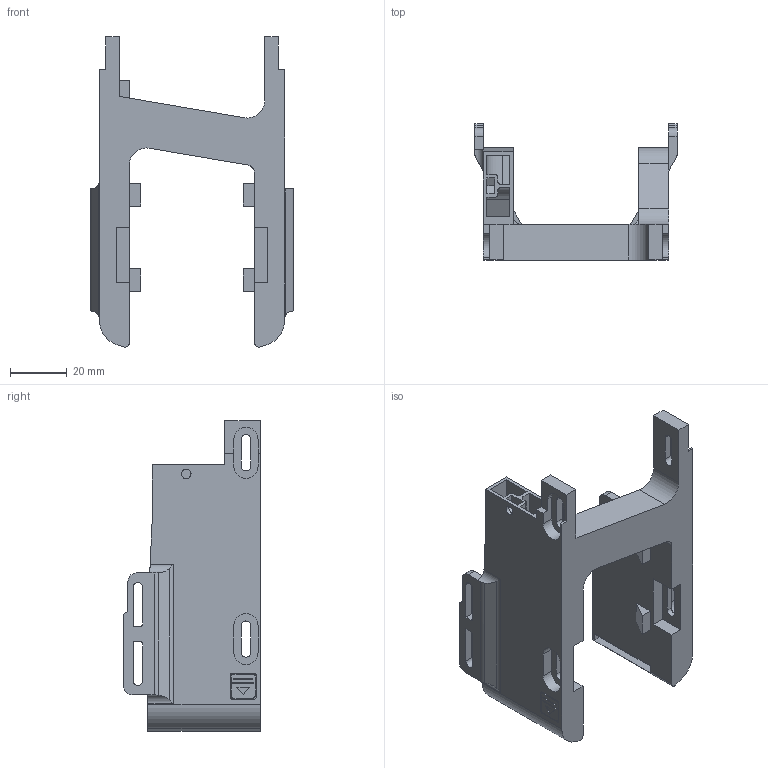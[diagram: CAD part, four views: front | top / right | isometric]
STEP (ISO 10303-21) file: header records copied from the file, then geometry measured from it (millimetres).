
FILE_DESCRIPTION(/* description */ (''),/* implementation_level */ '2;1');
FILE_NAME(/* name */ 'duct.step',/* time_stamp */ '2022-07-17T00:38:39+08:00',/* author */ (''),/* organization */ (''),/* preprocessor_version */ 'ST-DEVELOPER v19',/* originating_system */ 'Autodesk Translation Framework v11.7.0.108',/* authorisation */ '');
FILE_SCHEMA (('AUTOMOTIVE_DESIGN { 1 0 10303 214 3 1 1 }'));
Length unit declared in the file: millimetre
Products named in the file (1): duct
Bounding box: 71 x 48 x 108.91 mm (x, y, z)
Volume: 39008.8 mm3; surface area: 36619.6 mm2
Topology: 1 solids, 1 shells, 278 faces, 776 edges, 516 vertices
Faces by surface type: plane 187, cylinder 91
Full cylindrical faces by diameter (mm): 3.3 x1
Entity records: 9011 total; most frequent: CARTESIAN_POINT 1618, ORIENTED_EDGE 1552, DIRECTION 1506, EDGE_CURVE 776, LINE 586, VECTOR 586, VERTEX_POINT 516, AXIS2_PLACEMENT_3D 460
